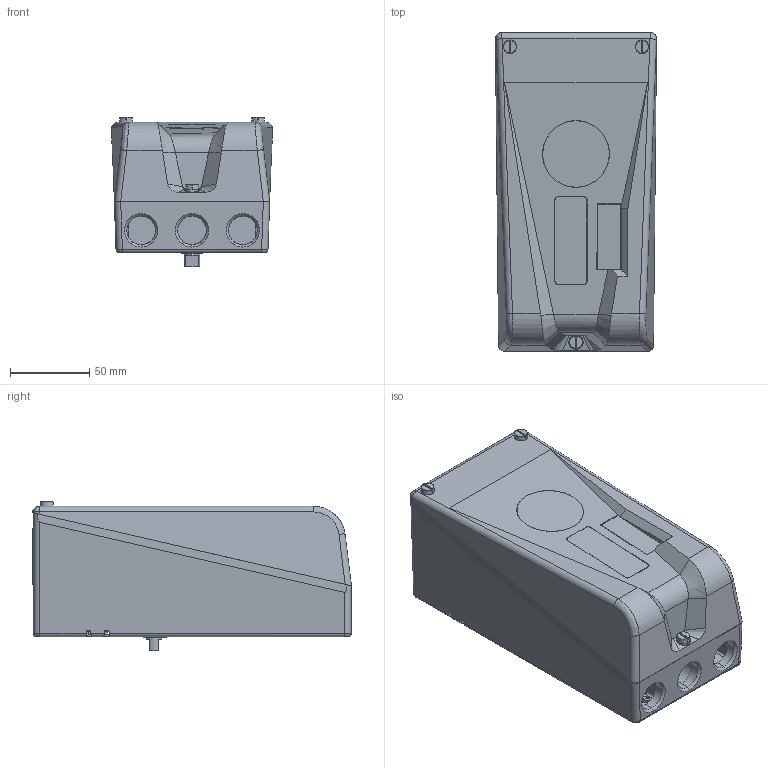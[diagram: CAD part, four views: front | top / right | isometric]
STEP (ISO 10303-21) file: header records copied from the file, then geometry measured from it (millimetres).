
FILE_DESCRIPTION (( 'STEP AP214' ), '1' );
FILE_NAME ('D3_std_170124_09 spindle.STEP', '2017-01-24T08:07:07', ( '' ), ( '' ), 'SwSTEP 2.0', 'SolidWorks 2015', '' );
FILE_SCHEMA (( 'AUTOMOTIVE_DESIGN' ));
Length unit declared in the file: millimetre
Products named in the file (1): D3_std_170124_09 spindle
Bounding box: 101.4 x 200.61 x 94.25 mm (x, y, z)
Volume: 462315.6 mm3; surface area: 219884.2 mm2
Topology: 17 solids, 18 shells, 1701 faces, 4200 edges, 2572 vertices
Faces by surface type: cylinder 534, plane 515, cone 339, bspline 209, torus 104
Entity records: 70843 total; most frequent: CARTESIAN_POINT 33301, ORIENTED_EDGE 8304, DIRECTION 6945, EDGE_CURVE 4152, VERTEX_POINT 2572, AXIS2_PLACEMENT_3D 2533, VECTOR 1879, LINE 1879
